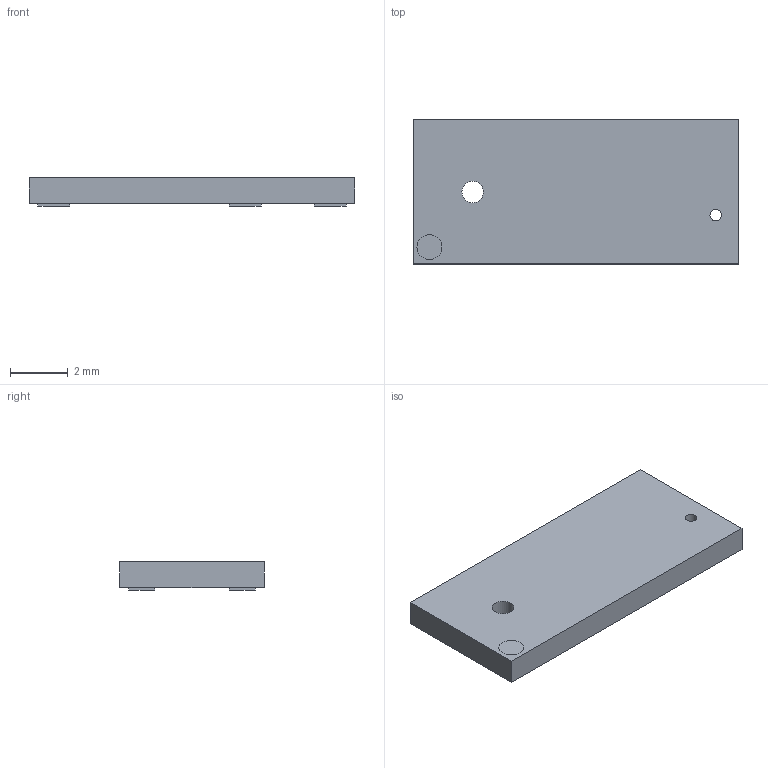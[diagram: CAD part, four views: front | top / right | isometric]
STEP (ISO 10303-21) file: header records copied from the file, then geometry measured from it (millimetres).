
FILE_DESCRIPTION(('FreeCAD Model'),'2;1');
FILE_NAME('Open CASCADE Shape Model','2021-12-31T12:40:03',('Author'),( ''),'Open CASCADE STEP processor 7.4','FreeCAD','Unknown');
FILE_SCHEMA(('AUTOMOTIVE_DESIGN { 1 0 10303 214 1 1 1 1 }'));
Length unit declared in the file: millimetre
Products named in the file (1): Pocket002
Bounding box: 11.3 x 5 x 1 mm (x, y, z)
Volume: 50.9 mm3; surface area: 146.9 mm2
Topology: 1 solids, 1 shells, 40 faces, 93 edges, 62 vertices
Faces by surface type: plane 37, cylinder 3
Full cylindrical faces by diameter (mm): 0.4 x1, 0.75 x1, 0.869 x1
Entity records: 1436 total; most frequent: CARTESIAN_POINT 196, ORIENTED_EDGE 186, DIRECTION 181, EDGE_CURVE 93, LINE 87, VECTOR 87, VERTEX_POINT 62, FACE_BOUND 51
